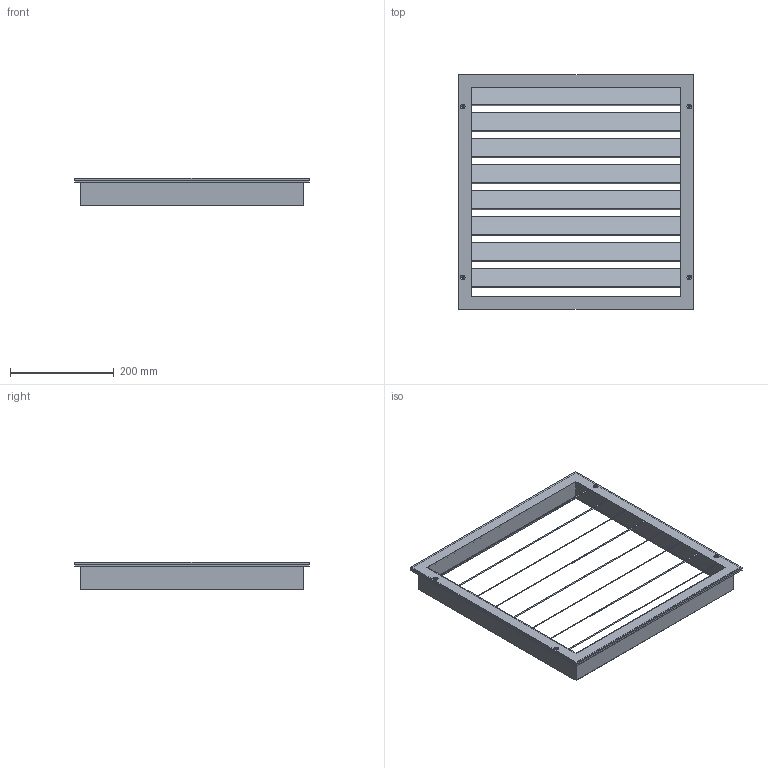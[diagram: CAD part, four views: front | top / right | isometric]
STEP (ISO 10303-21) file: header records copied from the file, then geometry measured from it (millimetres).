
FILE_DESCRIPTION (( 'STEP AP214' ), '1' );
FILE_NAME ('MLA-40.STEP', '2022-10-12T16:42:37', ( '' ), ( '' ), 'SwSTEP 2.0', 'SolidWorks 2021', '' );
FILE_SCHEMA (( 'AUTOMOTIVE_DESIGN' ));
Length unit declared in the file: millimetre
Products named in the file (1): MLA-40
Bounding box: 452 x 452 x 52 mm (x, y, z)
Volume: 484506 mm3; surface area: 753559.4 mm2
Topology: 2 solids, 2 shells, 160 faces, 432 edges, 266 vertices
Faces by surface type: plane 96, cylinder 48, cone 16
Entity records: 5105 total; most frequent: DIRECTION 896, CARTESIAN_POINT 887, ORIENTED_EDGE 864, EDGE_CURVE 432, AXIS2_PLACEMENT_3D 307, LINE 282, VECTOR 282, VERTEX_POINT 266
